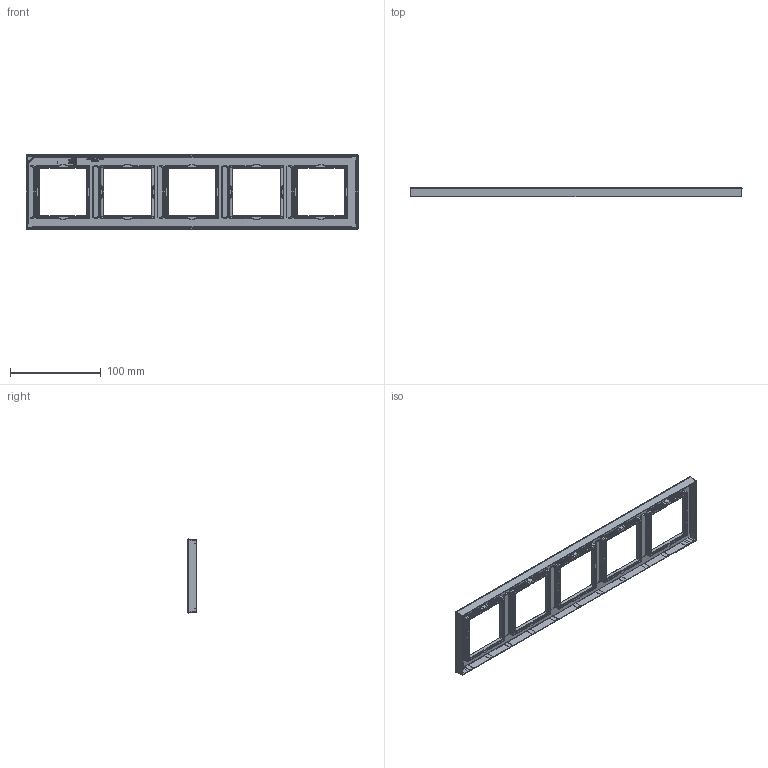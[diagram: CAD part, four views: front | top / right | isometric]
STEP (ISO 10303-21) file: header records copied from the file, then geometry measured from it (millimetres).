
FILE_DESCRIPTION((''),'2;1');
FILE_NAME('WAD6503XX_GEN_ASM','2025-11-03T11:09:54',('dembskd'),(''),'CREO PARAMETRIC BY PTC INC, 2025010','CREO PARAMETRIC BY PTC INC, 2025010','');
FILE_SCHEMA(('CONFIG_CONTROL_DESIGN','SHAPE_APPEARANCE_LAYERS_GROUPS'));
Products named in the file (7): W4GXXXX; W3A0402_GEN; W2A0574_00_ASM; W1A2343_GEN; W1Z0186_00; W2A2343_99_ASM; WAD6503XX_GEN_ASM
Assembly tree (10 placements, depth 3):
  WAD6503XX_GEN_ASM
    W4GXXXX
    W2A0574_00_ASM
      W3A0402_GEN
    W2A2343_99_ASM  x5
      W1A2343_GEN
      W1Z0186_00
Bounding box: 365.5 x 10.7 x 81.5 mm (x, y, z)
Volume: 48031 mm3; surface area: 72298.5 mm2
Topology: 11 solids, 11 shells, 4897 faces, 12809 edges, 8142 vertices
Faces by surface type: plane 1981, cylinder 1052, bspline 862, extrusion 814, torus 64, sphere 60, cone 44, revolution 20
Entity records: 265281 total; most frequent: CARTESIAN_POINT 108363, ORIENTED_EDGE 21974, PRESENTATION_STYLE_ASSIGNMENT 15680, DIRECTION 14925, STYLED_ITEM 11827, CURVE_STYLE 11821, EDGE_CURVE 10987, VERTEX_POINT 7062
